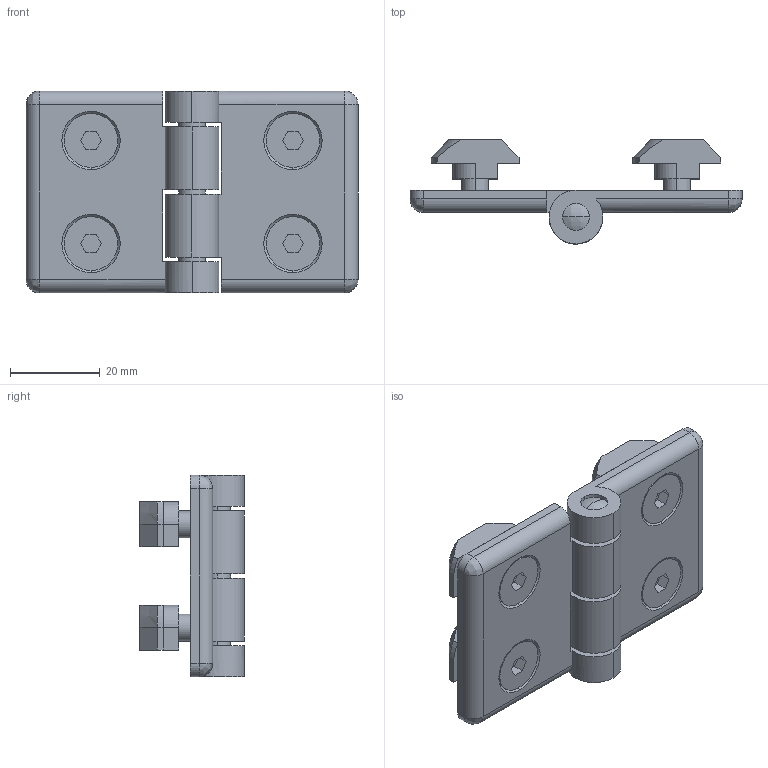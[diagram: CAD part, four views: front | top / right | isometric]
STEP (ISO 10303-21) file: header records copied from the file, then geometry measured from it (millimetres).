
FILE_DESCRIPTION (( 'STEP AP203' ), '1' );
FILE_NAME ('3_842_544_530_Bosch.step', '2024-06-10T09:09:13', ( '' ), ( '' ), 'SwSTEP 2.0', 'SolidWorks 2014', '' );
FILE_SCHEMA (( 'CONFIG_CONTROL_DESIGN' ));
Length unit declared in the file: millimetre
Products named in the file (12): 2_27; 11_17; 3_25; 9_17; 1_27; 10_17; 3_842_544_530_Bosch; 4_25; 5_25; 7_25; 8_17; 6_25
Assembly tree (11 placements, depth 2):
  3_842_544_530_Bosch
    1_27
    2_27
    3_25
    4_25
    5_25
    6_25
    7_25
    8_17
    9_17
    10_17
    11_17
Bounding box: 74 x 23.2 x 45 mm (x, y, z)
Volume: 23440.7 mm3; surface area: 15912.5 mm2
Topology: 11 solids, 11 shells, 219 faces, 529 edges, 332 vertices
Faces by surface type: plane 104, cylinder 76, cone 32, bspline 7
Entity records: 7803 total; most frequent: CARTESIAN_POINT 1285, DIRECTION 1142, ORIENTED_EDGE 1050, EDGE_CURVE 525, AXIS2_PLACEMENT_3D 401, VECTOR 340, LINE 340, VERTEX_POINT 332
